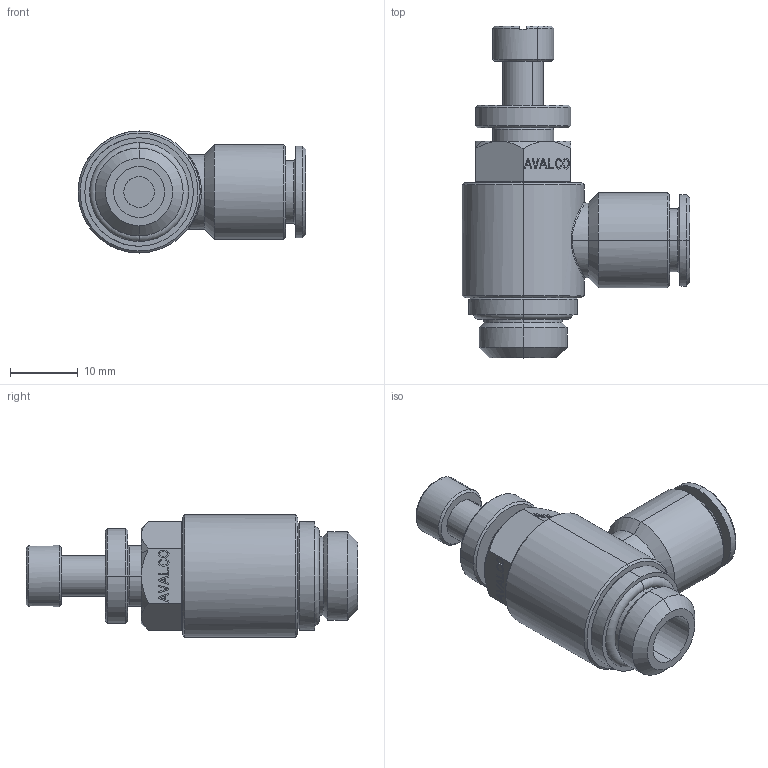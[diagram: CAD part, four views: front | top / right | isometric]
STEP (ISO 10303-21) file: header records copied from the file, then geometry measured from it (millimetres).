
FILE_DESCRIPTION(('CATIA V5 STEP Exchange'),'2;1');
FILE_NAME('INMC24-PR08G14.stp','2019-01-10T11:48:15+00:00',('none'),('none'),'CATIA Version 5 Release 21 GA (IN-10)','CATIA V5 STEP AP203','none');
FILE_SCHEMA(('CONFIG_CONTROL_DESIGN'));
Length unit declared in the file: millimetre
Products named in the file (1): INMC24-PR08G14
Bounding box: 33.6 x 48.95 x 18 mm (x, y, z)
Volume: 8778.2 mm3; surface area: 4453.1 mm2
Topology: 1 solids, 3 shells, 449 faces, 1166 edges, 764 vertices
Faces by surface type: plane 364, cylinder 38, cone 38, bspline 5, torus 4
Entity records: 13714 total; most frequent: CARTESIAN_POINT 3135, ORIENTED_EDGE 2332, DIRECTION 1832, EDGE_CURVE 1166, VECTOR 1013, LINE 1013, VERTEX_POINT 764, EDGE_LOOP 490
